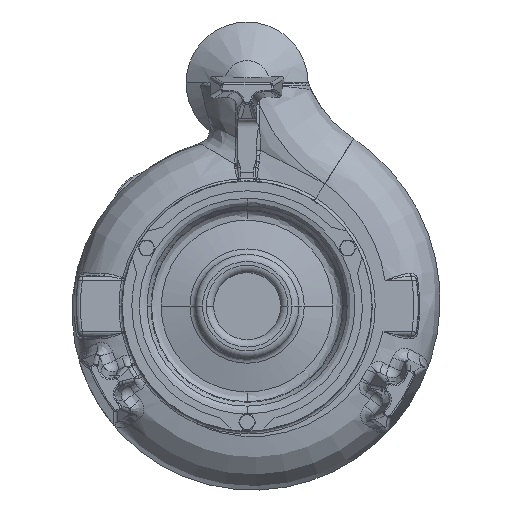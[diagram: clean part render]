
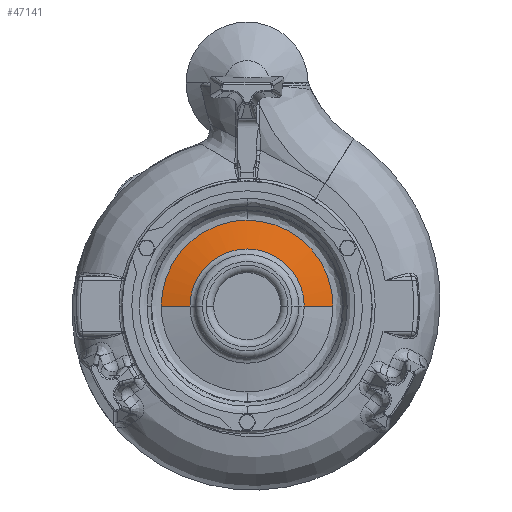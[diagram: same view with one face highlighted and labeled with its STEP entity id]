
A CAD part, front view. The second image highlights one B-rep face of the part: STEP entity #47141.
In plain terms, the highlighted conical face has half-angle 77.32 degrees and reference radius 57.719 mm.
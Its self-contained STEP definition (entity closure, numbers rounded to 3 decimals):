
#1294 = CIRCLE ( 'NONE', #11309, 38.406 ) ;
#2482 = CONICAL_SURFACE ( 'NONE', #42548, 57.719, 1.349 ) ;
#2789 = CARTESIAN_POINT ( 'NONE',  ( -38.406, 0., -77.234 ) ) ;
#5338 = CARTESIAN_POINT ( 'NONE',  ( 57.719, 0., -72.888 ) ) ;
#5393 = CARTESIAN_POINT ( 'NONE',  ( 57.719, 0., -72.888 ) ) ;
#6988 = CARTESIAN_POINT ( 'NONE',  ( -53.669, 22.23, -72.888 ) ) ;
#7490 = EDGE_LOOP ( 'NONE', ( #40993, #11539, #38548, #23456, #48978 ) ) ;
#10403 = CARTESIAN_POINT ( 'NONE',  ( 41.077, 41.077, -72.888 ) ) ;
#10968 = EDGE_CURVE ( 'NONE', #66270, #19092, #30825, .T. ) ;
#11309 = AXIS2_PLACEMENT_3D ( 'NONE', #24780, #13305, #61445 ) ;
#11436 = CARTESIAN_POINT ( 'NONE',  ( 48.301, 32.274, -72.888 ) ) ;
#11528 = CARTESIAN_POINT ( 'NONE',  ( -32.274, 48.301, -72.888 ) ) ;
#11539 = ORIENTED_EDGE ( 'NONE', *, *, #65606, .T. ) ;
#12541 = CARTESIAN_POINT ( 'NONE',  ( -57.719, 0., -72.888 ) ) ;
#13305 = DIRECTION ( 'NONE',  ( 0., 0., 1. ) ) ;
#13392 = B_SPLINE_CURVE_WITH_KNOTS ( 'NONE', 3,
 ( #57828, #37238, #68657, #46994, #11436, #10403, #53973, #16664, #32010, #21200, #37932 ),
 .UNSPECIFIED., .F., .F.,
 ( 4, 1, 1, 1, 1, 1, 1, 1, 4 ),
 ( 0.5, 0.563, 0.625, 0.688, 0.75, 0.813, 0.875, 0.938, 1. ),
 .UNSPECIFIED. ) ;
#14075 = DIRECTION ( 'NONE',  ( 0., 0., 1. ) ) ;
#16196 = B_SPLINE_CURVE_WITH_KNOTS ( 'NONE', 3,
 ( #39381, #49157, #64547, #59978, #11528, #32798, #59642, #6988, #54068, #22647, #12541 ),
 .UNSPECIFIED., .F., .F.,
 ( 4, 1, 1, 1, 1, 1, 1, 1, 4 ),
 ( 0., 0.062, 0.125, 0.187, 0.25, 0.312, 0.375, 0.437, 0.5 ),
 .UNSPECIFIED. ) ;
#16664 = CARTESIAN_POINT ( 'NONE',  ( 22.23, 53.669, -72.888 ) ) ;
#17513 = CARTESIAN_POINT ( 'NONE',  ( -57.719, 0., -72.888 ) ) ;
#19092 = VERTEX_POINT ( 'NONE', #5338 ) ;
#20722 = DIRECTION ( 'NONE',  ( 0.976, 0., 0.22 ) ) ;
#21200 = CARTESIAN_POINT ( 'NONE',  ( 3.778, 57.719, -72.888 ) ) ;
#22647 = CARTESIAN_POINT ( 'NONE',  ( -57.719, 3.778, -72.888 ) ) ;
#23456 = ORIENTED_EDGE ( 'NONE', *, *, #52912, .F. ) ;
#24780 = CARTESIAN_POINT ( 'NONE',  ( 0., 0., -77.234 ) ) ;
#24867 = DIRECTION ( 'NONE',  ( 1., 0., 0. ) ) ;
#25075 = LINE ( 'NONE', #53335, #48453 ) ;
#26932 = VERTEX_POINT ( 'NONE', #17513 ) ;
#30825 = LINE ( 'NONE', #5393, #56942 ) ;
#32010 = CARTESIAN_POINT ( 'NONE',  ( 11.333, 56.975, -72.888 ) ) ;
#32416 = DIRECTION ( 'NONE',  ( -0.976, 0., 0.22 ) ) ;
#32798 = CARTESIAN_POINT ( 'NONE',  ( -41.077, 41.077, -72.888 ) ) ;
#37238 = CARTESIAN_POINT ( 'NONE',  ( 57.719, 3.778, -72.888 ) ) ;
#37470 = EDGE_CURVE ( 'NONE', #66270, #42260, #1294, .T. ) ;
#37932 = CARTESIAN_POINT ( 'NONE',  ( 0., 57.719, -72.888 ) ) ;
#38548 = ORIENTED_EDGE ( 'NONE', *, *, #47067, .F. ) ;
#39381 = CARTESIAN_POINT ( 'NONE',  ( 0., 57.719, -72.888 ) ) ;
#40916 = CARTESIAN_POINT ( 'NONE',  ( 0., 0., -72.888 ) ) ;
#40993 = ORIENTED_EDGE ( 'NONE', *, *, #37470, .T. ) ;
#42260 = VERTEX_POINT ( 'NONE', #2789 ) ;
#42548 = AXIS2_PLACEMENT_3D ( 'NONE', #40916, #14075, #24867 ) ;
#45628 = VERTEX_POINT ( 'NONE', #64859 ) ;
#46994 = CARTESIAN_POINT ( 'NONE',  ( 53.669, 22.23, -72.888 ) ) ;
#47067 = EDGE_CURVE ( 'NONE', #45628, #26932, #16196, .T. ) ;
#47141 = ADVANCED_FACE ( 'NONE', ( #56621 ), #2482, .T. ) ;
#48453 = VECTOR ( 'NONE', #32416, 1000. ) ;
#48978 = ORIENTED_EDGE ( 'NONE', *, *, #10968, .F. ) ;
#49157 = CARTESIAN_POINT ( 'NONE',  ( -3.778, 57.719, -72.888 ) ) ;
#52912 = EDGE_CURVE ( 'NONE', #19092, #45628, #13392, .T. ) ;
#53335 = CARTESIAN_POINT ( 'NONE',  ( -57.719, 0., -72.888 ) ) ;
#53973 = CARTESIAN_POINT ( 'NONE',  ( 32.274, 48.301, -72.888 ) ) ;
#54068 = CARTESIAN_POINT ( 'NONE',  ( -56.975, 11.333, -72.888 ) ) ;
#56621 = FACE_OUTER_BOUND ( 'NONE', #7490, .T. ) ;
#56942 = VECTOR ( 'NONE', #20722, 1000. ) ;
#57828 = CARTESIAN_POINT ( 'NONE',  ( 57.719, 0., -72.888 ) ) ;
#59642 = CARTESIAN_POINT ( 'NONE',  ( -48.301, 32.274, -72.888 ) ) ;
#59978 = CARTESIAN_POINT ( 'NONE',  ( -22.23, 53.669, -72.888 ) ) ;
#60375 = CARTESIAN_POINT ( 'NONE',  ( 38.406, 0., -77.234 ) ) ;
#61445 = DIRECTION ( 'NONE',  ( 0., -1., 0. ) ) ;
#64547 = CARTESIAN_POINT ( 'NONE',  ( -11.333, 56.975, -72.888 ) ) ;
#64859 = CARTESIAN_POINT ( 'NONE',  ( 0., 57.719, -72.888 ) ) ;
#65606 = EDGE_CURVE ( 'NONE', #42260, #26932, #25075, .T. ) ;
#66270 = VERTEX_POINT ( 'NONE', #60375 ) ;
#68657 = CARTESIAN_POINT ( 'NONE',  ( 56.975, 11.333, -72.888 ) ) ;
